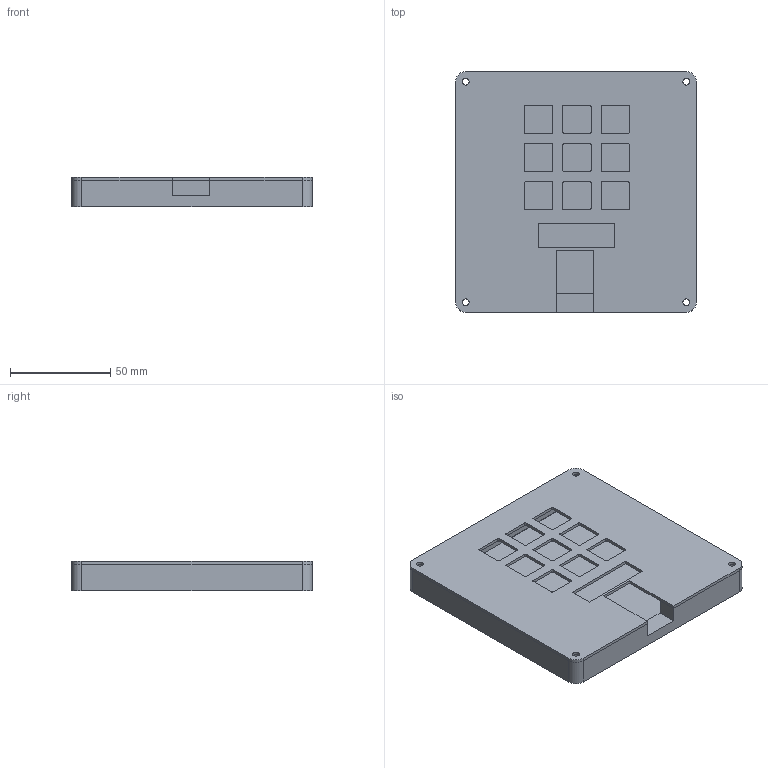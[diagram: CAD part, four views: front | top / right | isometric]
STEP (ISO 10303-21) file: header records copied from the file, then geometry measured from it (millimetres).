
FILE_DESCRIPTION(/* description */ (''),/* implementation_level */ '2;1');
FILE_NAME(/* name */ 'Overall_Assembly_STEP.stp',/* time_stamp */ '2025-12-17T12:22:23-05:00',/* author */ ('omara'),/* organization */ (''),/* preprocessor_version */ 'ST-DEVELOPER v20',/* originating_system */ 'Autodesk Inventor 2025',/* authorisation */ '');
FILE_SCHEMA (('AUTOMOTIVE_DESIGN { 1 0 10303 214 3 1 1 }'));
Length unit declared in the file: millimetre
Products named in the file (4): Overall_Assembly; Bottom_Case_New; PCB_Plate; Top_Case_New
Assembly tree (3 placements, depth 2):
  Overall_Assembly
    Bottom_Case_New
    PCB_Plate
    Top_Case_New
Bounding box: 120 x 120 x 14.5 mm (x, y, z)
Volume: 110210.9 mm3; surface area: 84661.6 mm2
Topology: 3 solids, 3 shells, 324 faces, 885 edges, 591 vertices
Faces by surface type: plane 162, bspline 106, cylinder 56
Full cylindrical faces by diameter (mm): 3.4 x8, 6 x4
Entity records: 11020 total; most frequent: CARTESIAN_POINT 3185, ORIENTED_EDGE 1770, DIRECTION 1235, EDGE_CURVE 885, VERTEX_POINT 590, LINE 561, VECTOR 561, EDGE_LOOP 383
